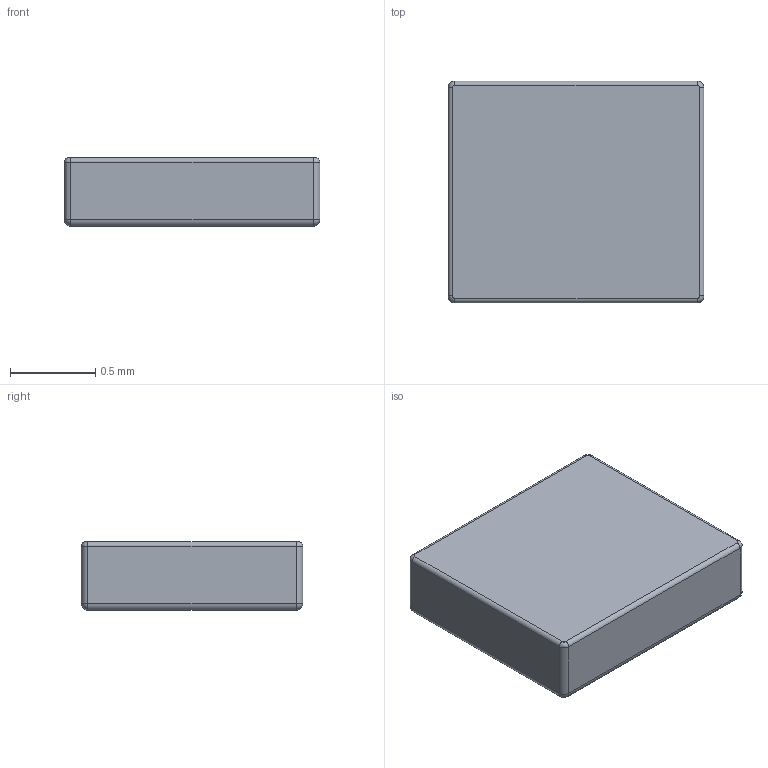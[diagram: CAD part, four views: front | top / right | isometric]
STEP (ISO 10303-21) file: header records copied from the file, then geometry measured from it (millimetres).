
FILE_DESCRIPTION(/* description */ (''),/* implementation_level */ '2;1');
FILE_NAME(/* name */ 'Rohm - LED 1816_0706 0.6MM Lens.step',/* time_stamp */ '2020-05-21T13:32:05+01:00',/* author */ (''),/* organization */ (''),/* preprocessor_version */ 'ST-DEVELOPER v18.1',/* originating_system */ 'Autodesk Translation Framework v9.2.0.1227',/* authorisation */ '');
FILE_SCHEMA (('AUTOMOTIVE_DESIGN { 1 0 10303 214 3 1 1 }'));
Length unit declared in the file: millimetre
Products named in the file (1): Rohm - LED 1816_0706 0.6MM
Bounding box: 1.5 x 1.3 x 0.4 mm (x, y, z)
Volume: 0.8 mm3; surface area: 6 mm2
Topology: 1 solids, 1 shells, 26 faces, 52 edges, 28 vertices
Faces by surface type: cylinder 12, plane 6, bspline 4, sphere 4
Entity records: 748 total; most frequent: CARTESIAN_POINT 139, DIRECTION 126, ORIENTED_EDGE 104, EDGE_CURVE 52, AXIS2_PLACEMENT_3D 51, CIRCLE 28, VERTEX_POINT 28, FACE_OUTER_BOUND 26
